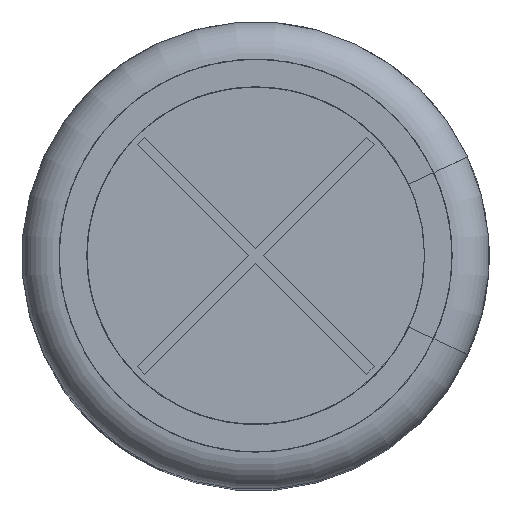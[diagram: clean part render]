
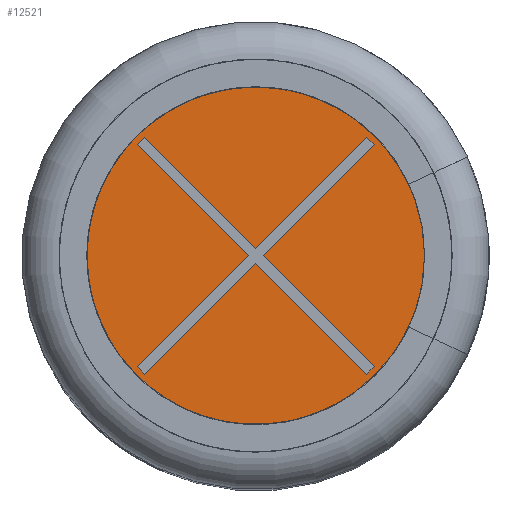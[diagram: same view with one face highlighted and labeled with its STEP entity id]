
A CAD part, top view. The second image highlights one B-rep face of the part: STEP entity #12521.
In plain terms, the highlighted planar face has unit normal (0, 0, 1).
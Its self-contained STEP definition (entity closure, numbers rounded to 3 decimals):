
#1062=LINE('',#28075,#1716);
#1065=LINE('',#28081,#1719);
#1067=LINE('',#28085,#1721);
#1069=LINE('',#28089,#1723);
#1071=LINE('',#28093,#1725);
#1073=LINE('',#28097,#1727);
#1075=LINE('',#28101,#1729);
#1077=LINE('',#28105,#1731);
#1079=LINE('',#28109,#1733);
#1081=LINE('',#28113,#1735);
#1083=LINE('',#28117,#1737);
#1085=LINE('',#28121,#1739);
#1716=VECTOR('',#15515,1000.);
#1719=VECTOR('',#15520,1000.);
#1721=VECTOR('',#15524,1000.);
#1723=VECTOR('',#15528,1000.);
#1725=VECTOR('',#15532,1000.);
#1727=VECTOR('',#15536,1000.);
#1729=VECTOR('',#15540,1000.);
#1731=VECTOR('',#15544,1000.);
#1733=VECTOR('',#15548,1000.);
#1735=VECTOR('',#15552,1000.);
#1737=VECTOR('',#15556,1000.);
#1739=VECTOR('',#15560,1000.);
#4355=ORIENTED_EDGE('',*,*,#5615,.T.);
#4356=ORIENTED_EDGE('',*,*,#5638,.T.);
#4357=ORIENTED_EDGE('',*,*,#5636,.T.);
#4358=ORIENTED_EDGE('',*,*,#5634,.T.);
#4359=ORIENTED_EDGE('',*,*,#5632,.T.);
#4360=ORIENTED_EDGE('',*,*,#5630,.T.);
#4361=ORIENTED_EDGE('',*,*,#5628,.T.);
#4362=ORIENTED_EDGE('',*,*,#5626,.T.);
#4363=ORIENTED_EDGE('',*,*,#5624,.T.);
#4364=ORIENTED_EDGE('',*,*,#5622,.T.);
#4365=ORIENTED_EDGE('',*,*,#5620,.T.);
#4366=ORIENTED_EDGE('',*,*,#5618,.T.);
#4367=ORIENTED_EDGE('',*,*,#5642,.F.);
#5615=EDGE_CURVE('',#6492,#6493,#1062,.T.);
#5618=EDGE_CURVE('',#6494,#6492,#1065,.T.);
#5620=EDGE_CURVE('',#6495,#6494,#1067,.T.);
#5622=EDGE_CURVE('',#6496,#6495,#1069,.T.);
#5624=EDGE_CURVE('',#6497,#6496,#1071,.T.);
#5626=EDGE_CURVE('',#6498,#6497,#1073,.T.);
#5628=EDGE_CURVE('',#6499,#6498,#1075,.T.);
#5630=EDGE_CURVE('',#6500,#6499,#1077,.T.);
#5632=EDGE_CURVE('',#6501,#6500,#1079,.T.);
#5634=EDGE_CURVE('',#6502,#6501,#1081,.T.);
#5636=EDGE_CURVE('',#6503,#6502,#1083,.T.);
#5638=EDGE_CURVE('',#6493,#6503,#1085,.T.);
#5642=EDGE_CURVE('',#6507,#6507,#6816,.T.);
#6492=VERTEX_POINT('',#28076);
#6493=VERTEX_POINT('',#28077);
#6494=VERTEX_POINT('',#28082);
#6495=VERTEX_POINT('',#28086);
#6496=VERTEX_POINT('',#28090);
#6497=VERTEX_POINT('',#28094);
#6498=VERTEX_POINT('',#28098);
#6499=VERTEX_POINT('',#28102);
#6500=VERTEX_POINT('',#28106);
#6501=VERTEX_POINT('',#28110);
#6502=VERTEX_POINT('',#28114);
#6503=VERTEX_POINT('',#28118);
#6507=VERTEX_POINT('',#28132);
#6816=CIRCLE('',#13327,7.568);
#7437=EDGE_LOOP('',(#4355,#4356,#4357,#4358,#4359,#4360,#4361,#4362,#4363,
#4364,#4365,#4366));
#7438=EDGE_LOOP('',(#4367));
#8067=FACE_BOUND('',#7437,.T.);
#8068=FACE_BOUND('',#7438,.T.);
#8379=PLANE('',#13328);
#12521=ADVANCED_FACE('',(#8067,#8068),#8379,.T.);
#13327=AXIS2_PLACEMENT_3D('',#28131,#15573,#15574);
#13328=AXIS2_PLACEMENT_3D('',#28133,#15575,#15576);
#15515=DIRECTION('',(0.707,0.707,0.));
#15520=DIRECTION('',(-0.707,0.707,0.));
#15524=DIRECTION('',(0.707,0.707,0.));
#15528=DIRECTION('',(-0.707,0.707,0.));
#15532=DIRECTION('',(-0.707,-0.707,0.));
#15536=DIRECTION('',(-0.707,0.707,0.));
#15540=DIRECTION('',(-0.707,-0.707,0.));
#15544=DIRECTION('',(0.707,-0.707,0.));
#15548=DIRECTION('',(-0.707,-0.707,0.));
#15552=DIRECTION('',(0.707,-0.707,0.));
#15556=DIRECTION('',(0.707,0.707,0.));
#15560=DIRECTION('',(0.707,-0.707,0.));
#15573=DIRECTION('',(0.,0.,-1.));
#15574=DIRECTION('',(-1.,0.,0.));
#15575=DIRECTION('',(0.,0.,1.));
#15576=DIRECTION('',(1.,0.,0.));
#28075=CARTESIAN_POINT('',(-4.276,4.559,31.28));
#28076=CARTESIAN_POINT('',(-4.559,4.276,31.28));
#28077=CARTESIAN_POINT('',(-4.276,4.559,31.28));
#28081=CARTESIAN_POINT('',(-0.283,0.,31.28));
#28082=CARTESIAN_POINT('',(-0.283,0.,31.28));
#28085=CARTESIAN_POINT('',(-0.283,0.,31.28));
#28086=CARTESIAN_POINT('',(-4.559,-4.276,31.28));
#28089=CARTESIAN_POINT('',(-4.276,-4.559,31.28));
#28090=CARTESIAN_POINT('',(-4.276,-4.559,31.28));
#28093=CARTESIAN_POINT('',(0.,-0.283,31.28));
#28094=CARTESIAN_POINT('',(0.,-0.283,31.28));
#28097=CARTESIAN_POINT('',(0.,-0.283,31.28));
#28098=CARTESIAN_POINT('',(4.276,-4.559,31.28));
#28101=CARTESIAN_POINT('',(4.559,-4.276,31.28));
#28102=CARTESIAN_POINT('',(4.559,-4.276,31.28));
#28105=CARTESIAN_POINT('',(0.283,0.,31.28));
#28106=CARTESIAN_POINT('',(0.283,0.,31.28));
#28109=CARTESIAN_POINT('',(0.283,0.,31.28));
#28110=CARTESIAN_POINT('',(4.559,4.276,31.28));
#28113=CARTESIAN_POINT('',(4.559,4.276,31.28));
#28114=CARTESIAN_POINT('',(4.276,4.559,31.28));
#28117=CARTESIAN_POINT('',(0.,0.283,31.28));
#28118=CARTESIAN_POINT('',(0.,0.283,31.28));
#28121=CARTESIAN_POINT('',(0.,0.283,31.28));
#28131=CARTESIAN_POINT('',(0.,0.,31.28));
#28132=CARTESIAN_POINT('',(-7.568,0.,31.28));
#28133=CARTESIAN_POINT('',(-7.568,0.,31.28));
